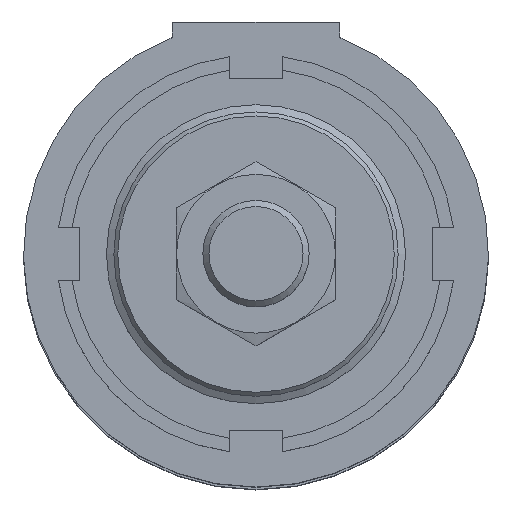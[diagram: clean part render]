
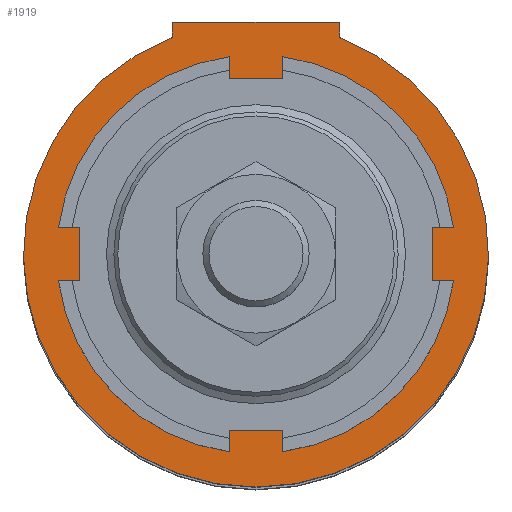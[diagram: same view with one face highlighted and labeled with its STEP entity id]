
A CAD part, top view. The second image highlights one B-rep face of the part: STEP entity #1919.
In plain terms, the highlighted face is planar.
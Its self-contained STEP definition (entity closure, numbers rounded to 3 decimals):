
#110=PLANE('',#2140);
#182=LINE('',#3128,#304);
#186=LINE('',#3142,#308);
#190=LINE('',#3154,#312);
#304=VECTOR('',#2456,1000.);
#308=VECTOR('',#2470,1000.);
#312=VECTOR('',#2482,1000.);
#551=ORIENTED_EDGE('',*,*,#1002,.T.);
#552=ORIENTED_EDGE('',*,*,#1003,.T.);
#553=ORIENTED_EDGE('',*,*,#1007,.F.);
#554=ORIENTED_EDGE('',*,*,#1010,.F.);
#555=ORIENTED_EDGE('',*,*,#1014,.F.);
#556=ORIENTED_EDGE('',*,*,#1017,.F.);
#557=ORIENTED_EDGE('',*,*,#1020,.F.);
#558=ORIENTED_EDGE('',*,*,#1023,.T.);
#559=ORIENTED_EDGE('',*,*,#1026,.F.);
#1002=EDGE_CURVE('',#1244,#1244,#1412,.T.);
#1003=EDGE_CURVE('',#1245,#1246,#1413,.T.);
#1007=EDGE_CURVE('',#1249,#1246,#182,.T.);
#1010=EDGE_CURVE('',#1251,#1249,#1415,.T.);
#1014=EDGE_CURVE('',#1254,#1251,#186,.T.);
#1017=EDGE_CURVE('',#1256,#1254,#1418,.T.);
#1020=EDGE_CURVE('',#1258,#1256,#190,.T.);
#1023=EDGE_CURVE('',#1258,#1260,#1420,.T.);
#1026=EDGE_CURVE('',#1245,#1260,#1422,.T.);
#1244=VERTEX_POINT('',#3117);
#1245=VERTEX_POINT('',#3120);
#1246=VERTEX_POINT('',#3121);
#1249=VERTEX_POINT('',#3129);
#1251=VERTEX_POINT('',#3135);
#1254=VERTEX_POINT('',#3143);
#1256=VERTEX_POINT('',#3149);
#1258=VERTEX_POINT('',#3155);
#1260=VERTEX_POINT('',#3161);
#1412=CIRCLE('',#2118,22.5);
#1413=CIRCLE('',#2120,0.3);
#1415=CIRCLE('',#2124,0.2);
#1418=CIRCLE('',#2129,0.2);
#1420=CIRCLE('',#2133,0.3);
#1422=CIRCLE('',#2136,35.);
#1540=EDGE_LOOP('',(#551));
#1541=EDGE_LOOP('',(#552,#553,#554,#555,#556,#557,#558,#559));
#1716=FACE_BOUND('',#1540,.T.);
#1717=FACE_BOUND('',#1541,.T.);
#1919=ADVANCED_FACE('',(#1716,#1717),#110,.F.);
#2118=AXIS2_PLACEMENT_3D('',#3116,#2444,#2445);
#2120=AXIS2_PLACEMENT_3D('',#3119,#2448,#2449);
#2124=AXIS2_PLACEMENT_3D('',#3134,#2461,#2462);
#2129=AXIS2_PLACEMENT_3D('',#3148,#2475,#2476);
#2133=AXIS2_PLACEMENT_3D('',#3160,#2487,#2488);
#2136=AXIS2_PLACEMENT_3D('',#3166,#2494,#2495);
#2140=AXIS2_PLACEMENT_3D('',#3171,#2502,#2503);
#2444=DIRECTION('',(1.,0.,0.));
#2445=DIRECTION('',(0.,0.,-1.));
#2448=DIRECTION('',(1.,0.,0.));
#2449=DIRECTION('',(0.,0.,-1.));
#2456=DIRECTION('',(0.,-1.,0.));
#2461=DIRECTION('',(1.,0.,0.));
#2462=DIRECTION('',(0.,0.,-1.));
#2470=DIRECTION('',(0.,0.,1.));
#2475=DIRECTION('',(1.,0.,0.));
#2476=DIRECTION('',(0.,0.,-1.));
#2482=DIRECTION('',(0.,1.,0.));
#2487=DIRECTION('',(1.,0.,0.));
#2488=DIRECTION('',(0.,0.,-1.));
#2494=DIRECTION('',(1.,0.,0.));
#2495=DIRECTION('',(0.,0.,-1.));
#2502=DIRECTION('',(1.,0.,0.));
#2503=DIRECTION('',(0.,0.,-1.));
#3116=CARTESIAN_POINT('',(33.,0.,0.));
#3117=CARTESIAN_POINT('',(33.,0.,-22.5));
#3119=CARTESIAN_POINT('',(33.,32.858,12.9));
#3120=CARTESIAN_POINT('',(33.,32.579,12.79));
#3121=CARTESIAN_POINT('',(33.,32.858,12.6));
#3128=CARTESIAN_POINT('',(33.,34.8,12.6));
#3129=CARTESIAN_POINT('',(33.,34.8,12.6));
#3134=CARTESIAN_POINT('',(33.,34.8,12.4));
#3135=CARTESIAN_POINT('',(33.,35.,12.4));
#3142=CARTESIAN_POINT('',(33.,35.,-12.4));
#3143=CARTESIAN_POINT('',(33.,35.,-12.4));
#3148=CARTESIAN_POINT('',(33.,34.8,-12.4));
#3149=CARTESIAN_POINT('',(33.,34.8,-12.6));
#3154=CARTESIAN_POINT('',(33.,32.858,-12.6));
#3155=CARTESIAN_POINT('',(33.,32.858,-12.6));
#3160=CARTESIAN_POINT('',(33.,32.858,-12.9));
#3161=CARTESIAN_POINT('',(33.,32.579,-12.79));
#3166=CARTESIAN_POINT('',(33.,0.,0.));
#3171=CARTESIAN_POINT('',(33.,32.858,12.9));
